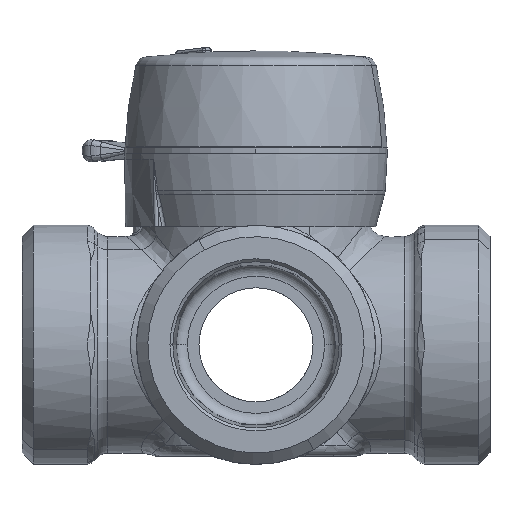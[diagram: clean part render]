
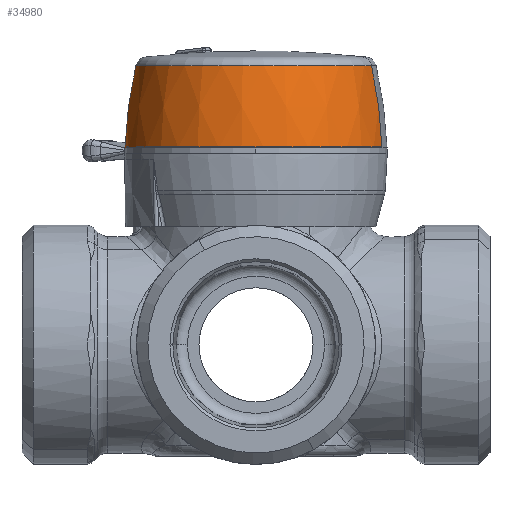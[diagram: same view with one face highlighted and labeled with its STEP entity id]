
A CAD part, front view. The second image highlights one B-rep face of the part: STEP entity #34980.
In plain terms, the highlighted face is a revolution surface.
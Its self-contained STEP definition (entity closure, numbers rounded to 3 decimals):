
#34918=AXIS2_PLACEMENT_3D('Circle Axis2P3D',#34916,#34917,$) ;
#34963=AXIS2_PLACEMENT_3D('Circle Axis2P3D',#34961,#34962,$) ;
#34911=CARTESIAN_POINT('Vertex',(11.027,-20.184,66.5)) ;
#34913=CARTESIAN_POINT('Vertex',(-11.027,20.184,66.5)) ;
#34916=CARTESIAN_POINT('Axis2P3D Location',(0.,0.,66.5)) ;
#34945=CARTESIAN_POINT('Control Point',(0.,23.,66.5)) ;
#34946=CARTESIAN_POINT('Control Point',(0.,22.831,71.344)) ;
#34947=CARTESIAN_POINT('Control Point',(0.,22.191,76.171)) ;
#34948=CARTESIAN_POINT('Control Point',(0.,21.092,80.891)) ;
#34949=CARTESIAN_POINT('Axis1P Location',(0.,0.,75.)) ;
#34954=CARTESIAN_POINT('Control Point',(11.027,-20.184,66.5)) ;
#34955=CARTESIAN_POINT('Control Point',(10.946,-20.036,71.344)) ;
#34956=CARTESIAN_POINT('Control Point',(10.639,-19.474,76.171)) ;
#34957=CARTESIAN_POINT('Control Point',(10.112,-18.51,80.891)) ;
#34958=CARTESIAN_POINT('Vertex',(10.112,-18.51,80.891)) ;
#34961=CARTESIAN_POINT('Axis2P3D Location',(0.,0.,80.891)) ;
#34965=CARTESIAN_POINT('Vertex',(-10.112,18.51,80.891)) ;
#34969=CARTESIAN_POINT('Control Point',(-11.027,20.184,66.5)) ;
#34970=CARTESIAN_POINT('Control Point',(-10.946,20.036,71.344)) ;
#34971=CARTESIAN_POINT('Control Point',(-10.639,19.474,76.171)) ;
#34972=CARTESIAN_POINT('Control Point',(-10.112,18.51,80.891)) ;
#34917=DIRECTION('Axis2P3D Direction',(0.,0.,1.)) ;
#34950=DIRECTION('Axis1P Direction',(0.,0.,1.)) ;
#34962=DIRECTION('Axis2P3D Direction',(0.,0.,1.)) ;
#34951=AXIS1_PLACEMENT('Revolution Surface Axis1P',#34949,#34950) ;
#34975=ORIENTED_EDGE('',*,*,#34960,.T.) ;
#34976=ORIENTED_EDGE('',*,*,#34967,.F.) ;
#34977=ORIENTED_EDGE('',*,*,#34973,.F.) ;
#34978=ORIENTED_EDGE('',*,*,#34920,.T.) ;
#34980=ADVANCED_FACE('',(#34979),#34952,.T.) ;
#34944=B_SPLINE_CURVE_WITH_KNOTS('',3,(#34945,#34946,#34947,#34948),.UNSPECIFIED.,.F.,.U.,(4,4),(473.857,488.397),.UNSPECIFIED.) ;
#34953=B_SPLINE_CURVE_WITH_KNOTS('',3,(#34954,#34955,#34956,#34957),.UNSPECIFIED.,.F.,.U.,(4,4),(473.857,488.397),.UNSPECIFIED.) ;
#34968=B_SPLINE_CURVE_WITH_KNOTS('',3,(#34969,#34970,#34971,#34972),.UNSPECIFIED.,.F.,.U.,(4,4),(473.857,488.397),.UNSPECIFIED.) ;
#34919=CIRCLE('generated circle',#34918,23.) ;
#34964=CIRCLE('generated circle',#34963,21.092) ;
#34920=EDGE_CURVE('',#34914,#34912,#34919,.T.) ;
#34960=EDGE_CURVE('',#34912,#34959,#34953,.T.) ;
#34967=EDGE_CURVE('',#34966,#34959,#34964,.T.) ;
#34973=EDGE_CURVE('',#34914,#34966,#34968,.T.) ;
#34974=EDGE_LOOP('',(#34975,#34976,#34977,#34978)) ;
#34979=FACE_OUTER_BOUND('',#34974,.T.) ;
#34952=SURFACE_OF_REVOLUTION('Surface of Revolution',#34944,#34951) ;
#34912=VERTEX_POINT('',#34911) ;
#34914=VERTEX_POINT('',#34913) ;
#34959=VERTEX_POINT('',#34958) ;
#34966=VERTEX_POINT('',#34965) ;
